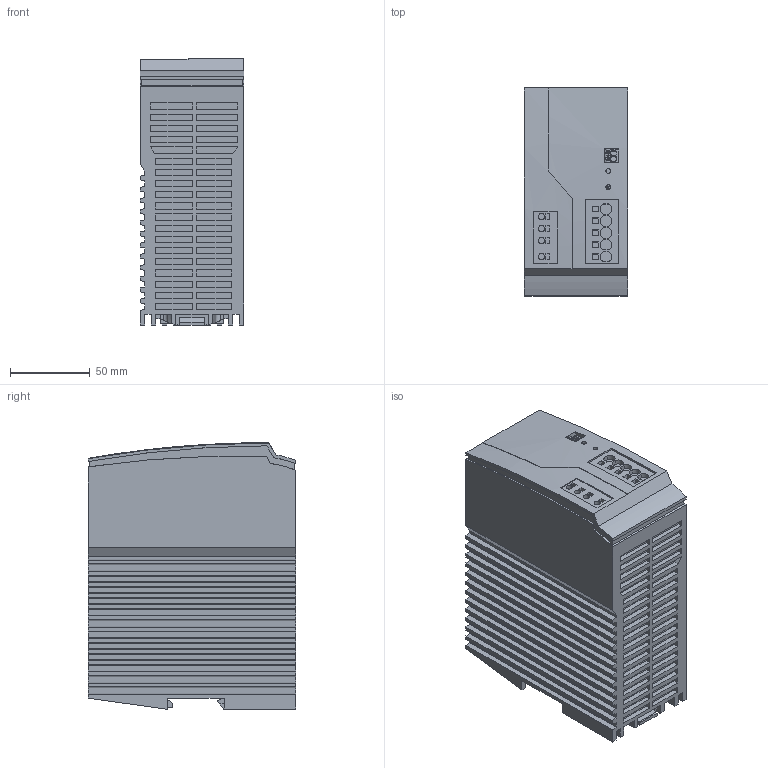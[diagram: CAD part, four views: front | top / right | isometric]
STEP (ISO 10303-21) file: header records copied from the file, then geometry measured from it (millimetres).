
FILE_DESCRIPTION(('Creo Elements/Direct Modeling STEP Export'),'2;1');
FILE_NAME('model.stp','2018-06-21T14:03:23',(''),(''),'Creo Elements/Direct Modeling STEP processor for AP214 (Solid Model)','Creo Elements/Direct Modeling 18.1I 14-Aug-2016 (C) Parametric Technology GmbH','');
FILE_SCHEMA(('AUTOMOTIVE_DESIGN { 1 0 10303 214 1 1 1 1 }'));
Length unit declared in the file: millimetre
Products named in the file (2): TRIO_PS_2G_3AC_24DC_20-select
Assembly tree (1 placements, depth 2):
  TRIO_PS_2G_3AC_24DC_20-select
    TRIO_PS_2G_3AC_24DC_20-select
Bounding box: 65 x 130 x 167 mm (x, y, z)
Volume: 1292046 mm3; surface area: 106969.9 mm2
Topology: 1 solids, 1 shells, 738 faces, 1873 edges, 1238 vertices
Faces by surface type: plane 686, cylinder 47, extrusion 5
Entity records: 23525 total; most frequent: CARTESIAN_POINT 4062, ORIENTED_EDGE 3746, DIRECTION 3278, EDGE_CURVE 1873, VECTOR 1702, LINE 1697, VERTEX_POINT 1238, EDGE_LOOP 839
